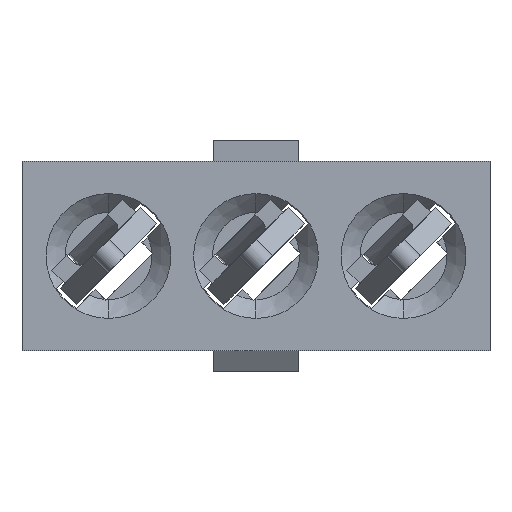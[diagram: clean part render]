
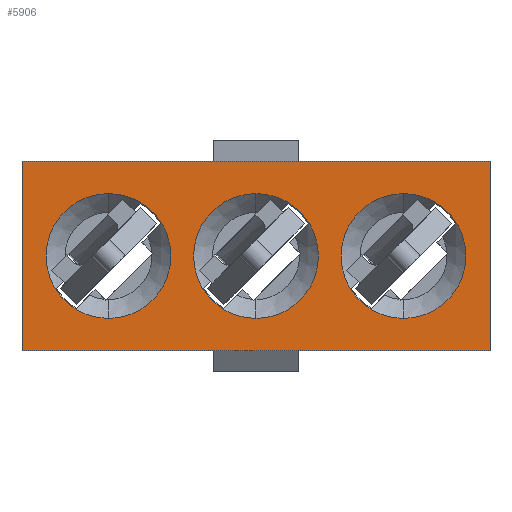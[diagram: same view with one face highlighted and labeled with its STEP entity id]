
A CAD part, front view. The second image highlights one B-rep face of the part: STEP entity #5906.
In plain terms, the highlighted planar face has unit normal (0, -1, 0).
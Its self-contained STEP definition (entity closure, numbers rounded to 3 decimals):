
#53 = CARTESIAN_POINT ( 'NONE',  ( 3.962, -11.176, -1.676 ) ) ;
#89 = AXIS2_PLACEMENT_3D ( 'NONE', #3226, #1344, #5137 ) ;
#184 = CIRCLE ( 'NONE', #5394, 1.676 ) ;
#256 = EDGE_CURVE ( 'NONE', #3726, #1901, #5590, .T. ) ;
#277 = EDGE_CURVE ( 'NONE', #3278, #2354, #184, .T. ) ;
#407 = CARTESIAN_POINT ( 'NONE',  ( 7.925, -11.176, 0. ) ) ;
#430 = EDGE_LOOP ( 'NONE', ( #4147, #3194 ) ) ;
#441 = CIRCLE ( 'NONE', #5297, 1.676 ) ;
#446 = CARTESIAN_POINT ( 'NONE',  ( 0., -11.176, 1.676 ) ) ;
#500 = CARTESIAN_POINT ( 'NONE',  ( 10.249, -11.176, -2.54 ) ) ;
#545 = CARTESIAN_POINT ( 'NONE',  ( 10.249, -11.176, 2.54 ) ) ;
#582 = DIRECTION ( 'NONE',  ( 0., 0., 1. ) ) ;
#620 = CIRCLE ( 'NONE', #5509, 1.676 ) ;
#670 = LINE ( 'NONE', #4227, #2736 ) ;
#672 = CARTESIAN_POINT ( 'NONE',  ( 3.962, -11.176, 0. ) ) ;
#790 = CARTESIAN_POINT ( 'NONE',  ( 0., -11.176, -1.676 ) ) ;
#866 = DIRECTION ( 'NONE',  ( 0., 1., 0. ) ) ;
#988 = VECTOR ( 'NONE', #4560, 1000. ) ;
#1178 = VERTEX_POINT ( 'NONE', #53 ) ;
#1185 = CIRCLE ( 'NONE', #1686, 1.676 ) ;
#1239 = CARTESIAN_POINT ( 'NONE',  ( 3.962, -11.176, 0. ) ) ;
#1281 = EDGE_CURVE ( 'NONE', #2354, #3278, #4511, .T. ) ;
#1312 = CARTESIAN_POINT ( 'NONE',  ( -2.324, -11.176, 2.54 ) ) ;
#1344 = DIRECTION ( 'NONE',  ( 0., 1., 0. ) ) ;
#1385 = DIRECTION ( 'NONE',  ( 0., 0., 1. ) ) ;
#1400 = DIRECTION ( 'NONE',  ( 0., 1., 0. ) ) ;
#1496 = VERTEX_POINT ( 'NONE', #2655 ) ;
#1686 = AXIS2_PLACEMENT_3D ( 'NONE', #1239, #1754, #2216 ) ;
#1754 = DIRECTION ( 'NONE',  ( 0., 1., 0. ) ) ;
#1769 = CARTESIAN_POINT ( 'NONE',  ( 7.925, -11.176, -1.676 ) ) ;
#1791 = PLANE ( 'NONE',  #89 ) ;
#1818 = DIRECTION ( 'NONE',  ( 0., 0., 1. ) ) ;
#1901 = VERTEX_POINT ( 'NONE', #5322 ) ;
#1918 = ORIENTED_EDGE ( 'NONE', *, *, #5916, .T. ) ;
#1921 = ORIENTED_EDGE ( 'NONE', *, *, #277, .T. ) ;
#1999 = LINE ( 'NONE', #1312, #3794 ) ;
#2216 = DIRECTION ( 'NONE',  ( 0., 0., 1. ) ) ;
#2277 = DIRECTION ( 'NONE',  ( 0., 0., 1. ) ) ;
#2354 = VERTEX_POINT ( 'NONE', #446 ) ;
#2593 = FACE_BOUND ( 'NONE', #430, .T. ) ;
#2617 = ORIENTED_EDGE ( 'NONE', *, *, #3458, .T. ) ;
#2655 = CARTESIAN_POINT ( 'NONE',  ( 7.925, -11.176, 1.676 ) ) ;
#2736 = VECTOR ( 'NONE', #5562, 1000. ) ;
#2766 = VERTEX_POINT ( 'NONE', #6135 ) ;
#2796 = ORIENTED_EDGE ( 'NONE', *, *, #5880, .F. ) ;
#2881 = LINE ( 'NONE', #5061, #5062 ) ;
#2948 = DIRECTION ( 'NONE',  ( 0., 1., 0. ) ) ;
#3078 = VERTEX_POINT ( 'NONE', #5386 ) ;
#3166 = EDGE_LOOP ( 'NONE', ( #5471, #5417, #2796, #3174 ) ) ;
#3174 = ORIENTED_EDGE ( 'NONE', *, *, #5093, .F. ) ;
#3194 = ORIENTED_EDGE ( 'NONE', *, *, #5699, .T. ) ;
#3226 = CARTESIAN_POINT ( 'NONE',  ( 0., -11.176, 0. ) ) ;
#3278 = VERTEX_POINT ( 'NONE', #790 ) ;
#3458 = EDGE_CURVE ( 'NONE', #4066, #1496, #620, .T. ) ;
#3726 = VERTEX_POINT ( 'NONE', #500 ) ;
#3794 = VECTOR ( 'NONE', #5104, 1000. ) ;
#3880 = CIRCLE ( 'NONE', #5895, 1.676 ) ;
#3893 = AXIS2_PLACEMENT_3D ( 'NONE', #5368, #2948, #582 ) ;
#3983 = EDGE_CURVE ( 'NONE', #2766, #1178, #3880, .T. ) ;
#4066 = VERTEX_POINT ( 'NONE', #1769 ) ;
#4079 = DIRECTION ( 'NONE',  ( 0., 1., 0. ) ) ;
#4147 = ORIENTED_EDGE ( 'NONE', *, *, #3983, .T. ) ;
#4227 = CARTESIAN_POINT ( 'NONE',  ( 10.249, -11.176, -2.54 ) ) ;
#4383 = FACE_BOUND ( 'NONE', #6026, .T. ) ;
#4511 = CIRCLE ( 'NONE', #3893, 1.676 ) ;
#4560 = DIRECTION ( 'NONE',  ( -1., 0., 0. ) ) ;
#4637 = EDGE_CURVE ( 'NONE', #1901, #3078, #2881, .T. ) ;
#4679 = FACE_OUTER_BOUND ( 'NONE', #3166, .T. ) ;
#4985 = DIRECTION ( 'NONE',  ( 0., 0., 1. ) ) ;
#5061 = CARTESIAN_POINT ( 'NONE',  ( -2.324, -11.176, -2.54 ) ) ;
#5062 = VECTOR ( 'NONE', #1818, 1000. ) ;
#5093 = EDGE_CURVE ( 'NONE', #3078, #6081, #1999, .T. ) ;
#5104 = DIRECTION ( 'NONE',  ( 1., 0., 0. ) ) ;
#5137 = DIRECTION ( 'NONE',  ( 0., 0., 1. ) ) ;
#5297 = AXIS2_PLACEMENT_3D ( 'NONE', #407, #866, #2277 ) ;
#5322 = CARTESIAN_POINT ( 'NONE',  ( -2.324, -11.176, -2.54 ) ) ;
#5368 = CARTESIAN_POINT ( 'NONE',  ( 0., -11.176, 0. ) ) ;
#5386 = CARTESIAN_POINT ( 'NONE',  ( -2.324, -11.176, 2.54 ) ) ;
#5390 = CARTESIAN_POINT ( 'NONE',  ( 0., -11.176, 0. ) ) ;
#5394 = AXIS2_PLACEMENT_3D ( 'NONE', #5390, #4079, #4985 ) ;
#5417 = ORIENTED_EDGE ( 'NONE', *, *, #256, .F. ) ;
#5471 = ORIENTED_EDGE ( 'NONE', *, *, #4637, .F. ) ;
#5475 = CARTESIAN_POINT ( 'NONE',  ( -2.324, -11.176, -2.54 ) ) ;
#5509 = AXIS2_PLACEMENT_3D ( 'NONE', #6127, #1400, #1385 ) ;
#5537 = DIRECTION ( 'NONE',  ( 0., 1., 0. ) ) ;
#5562 = DIRECTION ( 'NONE',  ( 0., 0., -1. ) ) ;
#5590 = LINE ( 'NONE', #5475, #988 ) ;
#5699 = EDGE_CURVE ( 'NONE', #1178, #2766, #1185, .T. ) ;
#5723 = ORIENTED_EDGE ( 'NONE', *, *, #1281, .T. ) ;
#5753 = EDGE_LOOP ( 'NONE', ( #5723, #1921 ) ) ;
#5880 = EDGE_CURVE ( 'NONE', #6081, #3726, #670, .T. ) ;
#5895 = AXIS2_PLACEMENT_3D ( 'NONE', #672, #5537, #6023 ) ;
#5906 = ADVANCED_FACE ( 'NONE', ( #4383, #2593, #5922, #4679 ), #1791, .F. ) ;
#5916 = EDGE_CURVE ( 'NONE', #1496, #4066, #441, .T. ) ;
#5922 = FACE_BOUND ( 'NONE', #5753, .T. ) ;
#6023 = DIRECTION ( 'NONE',  ( 0., 0., 1. ) ) ;
#6026 = EDGE_LOOP ( 'NONE', ( #1918, #2617 ) ) ;
#6081 = VERTEX_POINT ( 'NONE', #545 ) ;
#6127 = CARTESIAN_POINT ( 'NONE',  ( 7.925, -11.176, 0. ) ) ;
#6135 = CARTESIAN_POINT ( 'NONE',  ( 3.962, -11.176, 1.676 ) ) ;
